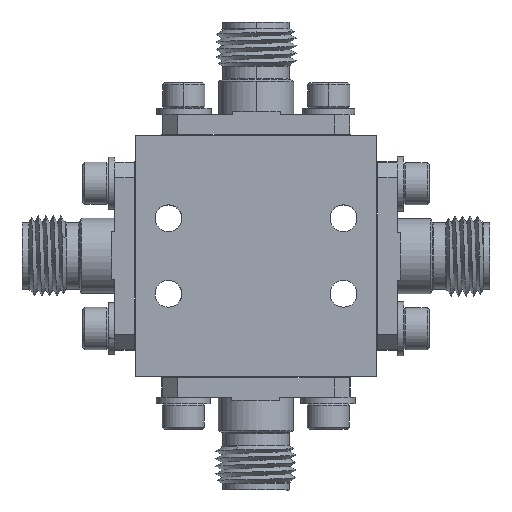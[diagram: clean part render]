
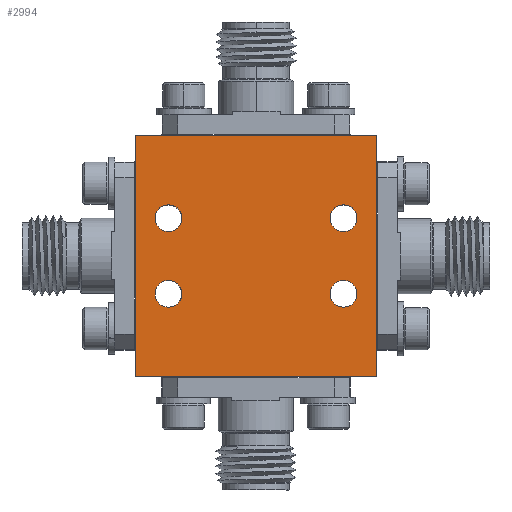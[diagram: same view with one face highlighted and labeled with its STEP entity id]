
A CAD part, front view. The second image highlights one B-rep face of the part: STEP entity #2994.
In plain terms, the highlighted planar face has unit normal (0, 1, 0).
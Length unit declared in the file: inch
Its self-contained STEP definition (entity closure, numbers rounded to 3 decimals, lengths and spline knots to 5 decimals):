
#163 = CIRCLE ( 'NONE', #11243, 0.0445 ) ;
#180 = ORIENTED_EDGE ( 'NONE', *, *, #2421, .T. ) ;
#638 = ORIENTED_EDGE ( 'NONE', *, *, #785, .T. ) ;
#686 = EDGE_LOOP ( 'NONE', ( #2389, #13739 ) ) ;
#775 = DIRECTION ( 'NONE',  ( 0., -1., 0. ) ) ;
#782 = ORIENTED_EDGE ( 'NONE', *, *, #3019, .T. ) ;
#785 = EDGE_CURVE ( 'NONE', #4079, #10620, #12726, .T. ) ;
#1223 = CARTESIAN_POINT ( 'NONE',  ( -0.41095, -0.30245, 0.04141 ) ) ;
#1259 = EDGE_LOOP ( 'NONE', ( #3067, #8564, #14670, #14807 ) ) ;
#1329 = EDGE_CURVE ( 'NONE', #10402, #1365, #10168, .T. ) ;
#1365 = VERTEX_POINT ( 'NONE', #4104 ) ;
#1400 = DIRECTION ( 'NONE',  ( 0., -1., 0. ) ) ;
#1410 = DIRECTION ( 'NONE',  ( 0., 0., 1. ) ) ;
#1908 = CARTESIAN_POINT ( 'NONE',  ( -0.30095, -0.30245, -0.08359 ) ) ;
#1980 = EDGE_LOOP ( 'NONE', ( #12498, #638 ) ) ;
#1991 = FACE_BOUND ( 'NONE', #686, .T. ) ;
#2309 = VERTEX_POINT ( 'NONE', #10045 ) ;
#2389 = ORIENTED_EDGE ( 'NONE', *, *, #1329, .T. ) ;
#2421 = EDGE_CURVE ( 'NONE', #5768, #8516, #11045, .T. ) ;
#2469 = DIRECTION ( 'NONE',  ( 0., 0., 1. ) ) ;
#2514 = CARTESIAN_POINT ( 'NONE',  ( 0.27905, -0.30245, -0.03909 ) ) ;
#2611 = CARTESIAN_POINT ( 'NONE',  ( 0.27905, -0.30245, -0.12809 ) ) ;
#2705 = AXIS2_PLACEMENT_3D ( 'NONE', #3080, #12334, #3130 ) ;
#2994 = ADVANCED_FACE ( 'NONE', ( #5230, #9241, #1991, #6878, #6676 ), #8664, .T. ) ;
#3019 = EDGE_CURVE ( 'NONE', #3859, #2309, #163, .T. ) ;
#3067 = ORIENTED_EDGE ( 'NONE', *, *, #3391, .T. ) ;
#3080 = CARTESIAN_POINT ( 'NONE',  ( 0.27905, -0.30245, -0.08359 ) ) ;
#3130 = DIRECTION ( 'NONE',  ( 0., 0., 1. ) ) ;
#3224 = EDGE_LOOP ( 'NONE', ( #782, #5271 ) ) ;
#3391 = EDGE_CURVE ( 'NONE', #4325, #5386, #9228, .T. ) ;
#3704 = DIRECTION ( 'NONE',  ( 0., 0., 1. ) ) ;
#3741 = AXIS2_PLACEMENT_3D ( 'NONE', #4861, #11768, #10702 ) ;
#3859 = VERTEX_POINT ( 'NONE', #13303 ) ;
#4066 = EDGE_CURVE ( 'NONE', #10620, #4079, #7606, .T. ) ;
#4079 = VERTEX_POINT ( 'NONE', #12480 ) ;
#4104 = CARTESIAN_POINT ( 'NONE',  ( -0.30095, -0.30245, -0.12809 ) ) ;
#4325 = VERTEX_POINT ( 'NONE', #5871 ) ;
#4807 = AXIS2_PLACEMENT_3D ( 'NONE', #1908, #10006, #14705 ) ;
#4825 = CIRCLE ( 'NONE', #4807, 0.0445 ) ;
#4861 = CARTESIAN_POINT ( 'NONE',  ( -0.30095, -0.30245, 0.16641 ) ) ;
#4907 = VECTOR ( 'NONE', #7270, 39.37008 ) ;
#5158 = DIRECTION ( 'NONE',  ( 0., 0., 1. ) ) ;
#5230 = FACE_OUTER_BOUND ( 'NONE', #1259, .T. ) ;
#5271 = ORIENTED_EDGE ( 'NONE', *, *, #14771, .T. ) ;
#5306 = CARTESIAN_POINT ( 'NONE',  ( -0.30095, -0.30245, -0.08359 ) ) ;
#5315 = CARTESIAN_POINT ( 'NONE',  ( 0.27905, -0.30245, 0.16641 ) ) ;
#5386 = VERTEX_POINT ( 'NONE', #12552 ) ;
#5759 = CARTESIAN_POINT ( 'NONE',  ( -0.01095, -0.30245, -0.35859 ) ) ;
#5768 = VERTEX_POINT ( 'NONE', #2611 ) ;
#5837 = DIRECTION ( 'NONE',  ( 0., -1., 0. ) ) ;
#5858 = CIRCLE ( 'NONE', #7250, 0.0445 ) ;
#5871 = CARTESIAN_POINT ( 'NONE',  ( 0.38905, -0.30245, -0.35859 ) ) ;
#6369 = DIRECTION ( 'NONE',  ( 0., -1., 0. ) ) ;
#6380 = DIRECTION ( 'NONE',  ( 0., 1., 0. ) ) ;
#6548 = VECTOR ( 'NONE', #13137, 39.37008 ) ;
#6676 = FACE_BOUND ( 'NONE', #6972, .T. ) ;
#6688 = DIRECTION ( 'NONE',  ( 0., 0., 1. ) ) ;
#6775 = DIRECTION ( 'NONE',  ( -1., 0., 0. ) ) ;
#6878 = FACE_BOUND ( 'NONE', #3224, .T. ) ;
#6972 = EDGE_LOOP ( 'NONE', ( #11365, #180 ) ) ;
#6987 = AXIS2_PLACEMENT_3D ( 'NONE', #11366, #5837, #5158 ) ;
#7250 = AXIS2_PLACEMENT_3D ( 'NONE', #11690, #1400, #2469 ) ;
#7270 = DIRECTION ( 'NONE',  ( 1., 0., 0. ) ) ;
#7364 = CARTESIAN_POINT ( 'NONE',  ( -0.01095, -0.30245, 0.44141 ) ) ;
#7606 = CIRCLE ( 'NONE', #6987, 0.0445 ) ;
#7654 = DIRECTION ( 'NONE',  ( 0., 0., 1. ) ) ;
#8026 = LINE ( 'NONE', #7364, #4907 ) ;
#8516 = VERTEX_POINT ( 'NONE', #2514 ) ;
#8564 = ORIENTED_EDGE ( 'NONE', *, *, #12734, .T. ) ;
#8664 = PLANE ( 'NONE',  #12799 ) ;
#8696 = EDGE_CURVE ( 'NONE', #1365, #10402, #4825, .T. ) ;
#8729 = LINE ( 'NONE', #14392, #6548 ) ;
#9228 = LINE ( 'NONE', #5759, #13403 ) ;
#9241 = FACE_BOUND ( 'NONE', #1980, .T. ) ;
#9529 = VERTEX_POINT ( 'NONE', #9993 ) ;
#9830 = CARTESIAN_POINT ( 'NONE',  ( -0.01095, -0.30245, 0.04141 ) ) ;
#9993 = CARTESIAN_POINT ( 'NONE',  ( -0.41095, -0.30245, 0.44141 ) ) ;
#10006 = DIRECTION ( 'NONE',  ( 0., -1., 0. ) ) ;
#10045 = CARTESIAN_POINT ( 'NONE',  ( 0.27905, -0.30245, 0.12191 ) ) ;
#10168 = CIRCLE ( 'NONE', #12967, 0.0445 ) ;
#10402 = VERTEX_POINT ( 'NONE', #13120 ) ;
#10561 = LINE ( 'NONE', #1223, #14034 ) ;
#10581 = CIRCLE ( 'NONE', #11348, 0.0445 ) ;
#10620 = VERTEX_POINT ( 'NONE', #13159 ) ;
#10637 = CARTESIAN_POINT ( 'NONE',  ( 0.27905, -0.30245, 0.16641 ) ) ;
#10702 = DIRECTION ( 'NONE',  ( 0., 0., 1. ) ) ;
#11045 = CIRCLE ( 'NONE', #2705, 0.0445 ) ;
#11204 = VERTEX_POINT ( 'NONE', #14682 ) ;
#11243 = AXIS2_PLACEMENT_3D ( 'NONE', #5315, #775, #6688 ) ;
#11348 = AXIS2_PLACEMENT_3D ( 'NONE', #10637, #14163, #3704 ) ;
#11365 = ORIENTED_EDGE ( 'NONE', *, *, #11964, .T. ) ;
#11366 = CARTESIAN_POINT ( 'NONE',  ( -0.30095, -0.30245, 0.16641 ) ) ;
#11690 = CARTESIAN_POINT ( 'NONE',  ( 0.27905, -0.30245, -0.08359 ) ) ;
#11768 = DIRECTION ( 'NONE',  ( 0., -1., 0. ) ) ;
#11964 = EDGE_CURVE ( 'NONE', #8516, #5768, #5858, .T. ) ;
#12334 = DIRECTION ( 'NONE',  ( 0., -1., 0. ) ) ;
#12480 = CARTESIAN_POINT ( 'NONE',  ( -0.30095, -0.30245, 0.12191 ) ) ;
#12498 = ORIENTED_EDGE ( 'NONE', *, *, #4066, .T. ) ;
#12552 = CARTESIAN_POINT ( 'NONE',  ( -0.41095, -0.30245, -0.35859 ) ) ;
#12726 = CIRCLE ( 'NONE', #3741, 0.0445 ) ;
#12734 = EDGE_CURVE ( 'NONE', #5386, #9529, #10561, .T. ) ;
#12799 = AXIS2_PLACEMENT_3D ( 'NONE', #9830, #6380, #14531 ) ;
#12967 = AXIS2_PLACEMENT_3D ( 'NONE', #5306, #6369, #7654 ) ;
#13120 = CARTESIAN_POINT ( 'NONE',  ( -0.30095, -0.30245, -0.03909 ) ) ;
#13137 = DIRECTION ( 'NONE',  ( 0., 0., -1. ) ) ;
#13159 = CARTESIAN_POINT ( 'NONE',  ( -0.30095, -0.30245, 0.21091 ) ) ;
#13303 = CARTESIAN_POINT ( 'NONE',  ( 0.27905, -0.30245, 0.21091 ) ) ;
#13337 = EDGE_CURVE ( 'NONE', #9529, #11204, #8026, .T. ) ;
#13365 = EDGE_CURVE ( 'NONE', #11204, #4325, #8729, .T. ) ;
#13403 = VECTOR ( 'NONE', #6775, 39.37008 ) ;
#13739 = ORIENTED_EDGE ( 'NONE', *, *, #8696, .T. ) ;
#14034 = VECTOR ( 'NONE', #1410, 39.37008 ) ;
#14163 = DIRECTION ( 'NONE',  ( 0., -1., 0. ) ) ;
#14392 = CARTESIAN_POINT ( 'NONE',  ( 0.38905, -0.30245, 0.04141 ) ) ;
#14531 = DIRECTION ( 'NONE',  ( 0., 0., 1. ) ) ;
#14670 = ORIENTED_EDGE ( 'NONE', *, *, #13337, .T. ) ;
#14682 = CARTESIAN_POINT ( 'NONE',  ( 0.38905, -0.30245, 0.44141 ) ) ;
#14705 = DIRECTION ( 'NONE',  ( 0., 0., 1. ) ) ;
#14771 = EDGE_CURVE ( 'NONE', #2309, #3859, #10581, .T. ) ;
#14807 = ORIENTED_EDGE ( 'NONE', *, *, #13365, .T. ) ;
